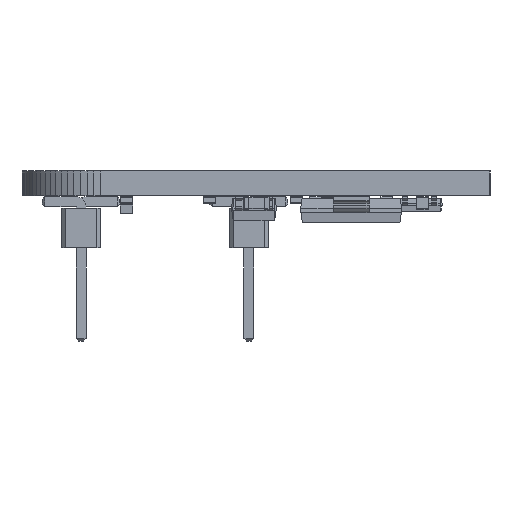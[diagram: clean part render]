
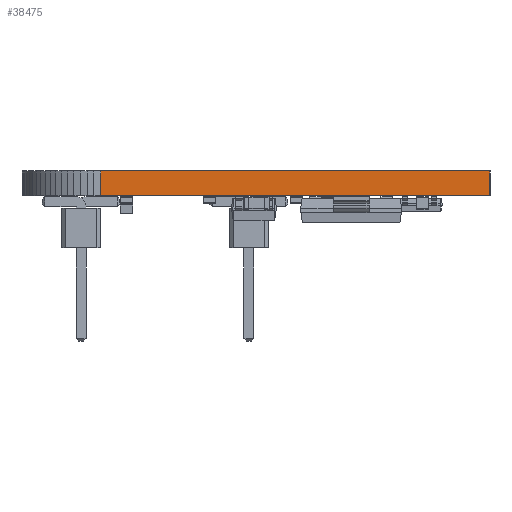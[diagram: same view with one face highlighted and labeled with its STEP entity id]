
A CAD part, left-side view. The second image highlights one B-rep face of the part: STEP entity #38475.
In plain terms, the highlighted planar face has unit normal (-1, 0, 0).
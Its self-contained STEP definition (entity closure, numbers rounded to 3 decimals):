
#35038 = PLANE('',#35039);
#35039 = AXIS2_PLACEMENT_3D('',#35040,#35041,#35042);
#35040 = CARTESIAN_POINT('',(153.644,-37.678,1.6));
#35041 = DIRECTION('',(-0.,-0.,-1.));
#35042 = DIRECTION('',(-1.,0.,0.));
#35092 = PLANE('',#35093);
#35093 = AXIS2_PLACEMENT_3D('',#35094,#35095,#35096);
#35094 = CARTESIAN_POINT('',(153.644,-37.678,0.));
#35095 = DIRECTION('',(-0.,-0.,-1.));
#35096 = DIRECTION('',(-1.,0.,0.));
#35705 = VERTEX_POINT('',#35706);
#35706 = CARTESIAN_POINT('',(34.265,-52.61,0.));
#35720 = PLANE('',#35721);
#35721 = AXIS2_PLACEMENT_3D('',#35722,#35723,#35724);
#35722 = CARTESIAN_POINT('',(273.025,-52.61,0.));
#35723 = DIRECTION('',(0.,-1.,0.));
#35724 = DIRECTION('',(-1.,0.,0.));
#35732 = EDGE_CURVE('',#35705,#35733,#35735,.T.);
#35733 = VERTEX_POINT('',#35734);
#35734 = CARTESIAN_POINT('',(34.26,-27.56,0.));
#35735 = SURFACE_CURVE('',#35736,(#35740,#35747),.PCURVE_S1.);
#35736 = LINE('',#35737,#35738);
#35737 = CARTESIAN_POINT('',(34.265,-52.61,0.));
#35738 = VECTOR('',#35739,1.);
#35739 = DIRECTION('',(0.,1.,0.));
#35740 = PCURVE('',#35092,#35741);
#35741 = DEFINITIONAL_REPRESENTATION('',(#35742),#35746);
#35742 = LINE('',#35743,#35744);
#35743 = CARTESIAN_POINT('',(119.379,-14.932));
#35744 = VECTOR('',#35745,1.);
#35745 = DIRECTION('',(0.,1.));
#35746 = ( GEOMETRIC_REPRESENTATION_CONTEXT(2) 
PARAMETRIC_REPRESENTATION_CONTEXT() REPRESENTATION_CONTEXT('2D SPACE',''
  ) );
#35747 = PCURVE('',#35748,#35753);
#35748 = PLANE('',#35749);
#35749 = AXIS2_PLACEMENT_3D('',#35750,#35751,#35752);
#35750 = CARTESIAN_POINT('',(34.265,-52.61,0.));
#35751 = DIRECTION('',(-1.,0.,0.));
#35752 = DIRECTION('',(0.,1.,0.));
#35753 = DEFINITIONAL_REPRESENTATION('',(#35754),#35758);
#35754 = LINE('',#35755,#35756);
#35755 = CARTESIAN_POINT('',(0.,0.));
#35756 = VECTOR('',#35757,1.);
#35757 = DIRECTION('',(1.,0.));
#35758 = ( GEOMETRIC_REPRESENTATION_CONTEXT(2) 
PARAMETRIC_REPRESENTATION_CONTEXT() REPRESENTATION_CONTEXT('2D SPACE',''
  ) );
#35776 = PLANE('',#35777);
#35777 = AXIS2_PLACEMENT_3D('',#35778,#35779,#35780);
#35778 = CARTESIAN_POINT('',(34.26,-27.56,0.));
#35779 = DIRECTION('',(-0.999,0.046,0.));
#35780 = DIRECTION('',(0.046,0.999,0.));
#36870 = VERTEX_POINT('',#36871);
#36871 = CARTESIAN_POINT('',(34.265,-52.61,1.6));
#36892 = EDGE_CURVE('',#36870,#36893,#36895,.T.);
#36893 = VERTEX_POINT('',#36894);
#36894 = CARTESIAN_POINT('',(34.26,-27.56,1.6));
#36895 = SURFACE_CURVE('',#36896,(#36900,#36907),.PCURVE_S1.);
#36896 = LINE('',#36897,#36898);
#36897 = CARTESIAN_POINT('',(34.265,-52.61,1.6));
#36898 = VECTOR('',#36899,1.);
#36899 = DIRECTION('',(0.,1.,0.));
#36900 = PCURVE('',#35038,#36901);
#36901 = DEFINITIONAL_REPRESENTATION('',(#36902),#36906);
#36902 = LINE('',#36903,#36904);
#36903 = CARTESIAN_POINT('',(119.379,-14.932));
#36904 = VECTOR('',#36905,1.);
#36905 = DIRECTION('',(0.,1.));
#36906 = ( GEOMETRIC_REPRESENTATION_CONTEXT(2) 
PARAMETRIC_REPRESENTATION_CONTEXT() REPRESENTATION_CONTEXT('2D SPACE',''
  ) );
#36907 = PCURVE('',#35748,#36908);
#36908 = DEFINITIONAL_REPRESENTATION('',(#36909),#36913);
#36909 = LINE('',#36910,#36911);
#36910 = CARTESIAN_POINT('',(0.,-1.6));
#36911 = VECTOR('',#36912,1.);
#36912 = DIRECTION('',(1.,0.));
#36913 = ( GEOMETRIC_REPRESENTATION_CONTEXT(2) 
PARAMETRIC_REPRESENTATION_CONTEXT() REPRESENTATION_CONTEXT('2D SPACE',''
  ) );
#38427 = EDGE_CURVE('',#35705,#36870,#38428,.T.);
#38428 = SURFACE_CURVE('',#38429,(#38433,#38440),.PCURVE_S1.);
#38429 = LINE('',#38430,#38431);
#38430 = CARTESIAN_POINT('',(34.265,-52.61,0.));
#38431 = VECTOR('',#38432,1.);
#38432 = DIRECTION('',(0.,0.,1.));
#38433 = PCURVE('',#35720,#38434);
#38434 = DEFINITIONAL_REPRESENTATION('',(#38435),#38439);
#38435 = LINE('',#38436,#38437);
#38436 = CARTESIAN_POINT('',(238.76,0.));
#38437 = VECTOR('',#38438,1.);
#38438 = DIRECTION('',(0.,-1.));
#38439 = ( GEOMETRIC_REPRESENTATION_CONTEXT(2) 
PARAMETRIC_REPRESENTATION_CONTEXT() REPRESENTATION_CONTEXT('2D SPACE',''
  ) );
#38440 = PCURVE('',#35748,#38441);
#38441 = DEFINITIONAL_REPRESENTATION('',(#38442),#38446);
#38442 = LINE('',#38443,#38444);
#38443 = CARTESIAN_POINT('',(0.,0.));
#38444 = VECTOR('',#38445,1.);
#38445 = DIRECTION('',(0.,-1.));
#38446 = ( GEOMETRIC_REPRESENTATION_CONTEXT(2) 
PARAMETRIC_REPRESENTATION_CONTEXT() REPRESENTATION_CONTEXT('2D SPACE',''
  ) );
#38475 = ADVANCED_FACE('',(#38476),#35748,.T.);
#38476 = FACE_BOUND('',#38477,.T.);
#38477 = EDGE_LOOP('',(#38478,#38479,#38480,#38501));
#38478 = ORIENTED_EDGE('',*,*,#38427,.T.);
#38479 = ORIENTED_EDGE('',*,*,#36892,.T.);
#38480 = ORIENTED_EDGE('',*,*,#38481,.F.);
#38481 = EDGE_CURVE('',#35733,#36893,#38482,.T.);
#38482 = SURFACE_CURVE('',#38483,(#38487,#38494),.PCURVE_S1.);
#38483 = LINE('',#38484,#38485);
#38484 = CARTESIAN_POINT('',(34.26,-27.56,0.));
#38485 = VECTOR('',#38486,1.);
#38486 = DIRECTION('',(0.,0.,1.));
#38487 = PCURVE('',#35748,#38488);
#38488 = DEFINITIONAL_REPRESENTATION('',(#38489),#38493);
#38489 = LINE('',#38490,#38491);
#38490 = CARTESIAN_POINT('',(25.05,0.));
#38491 = VECTOR('',#38492,1.);
#38492 = DIRECTION('',(0.,-1.));
#38493 = ( GEOMETRIC_REPRESENTATION_CONTEXT(2) 
PARAMETRIC_REPRESENTATION_CONTEXT() REPRESENTATION_CONTEXT('2D SPACE',''
  ) );
#38494 = PCURVE('',#35776,#38495);
#38495 = DEFINITIONAL_REPRESENTATION('',(#38496),#38500);
#38496 = LINE('',#38497,#38498);
#38497 = CARTESIAN_POINT('',(0.,0.));
#38498 = VECTOR('',#38499,1.);
#38499 = DIRECTION('',(0.,-1.));
#38500 = ( GEOMETRIC_REPRESENTATION_CONTEXT(2) 
PARAMETRIC_REPRESENTATION_CONTEXT() REPRESENTATION_CONTEXT('2D SPACE',''
  ) );
#38501 = ORIENTED_EDGE('',*,*,#35732,.F.);
